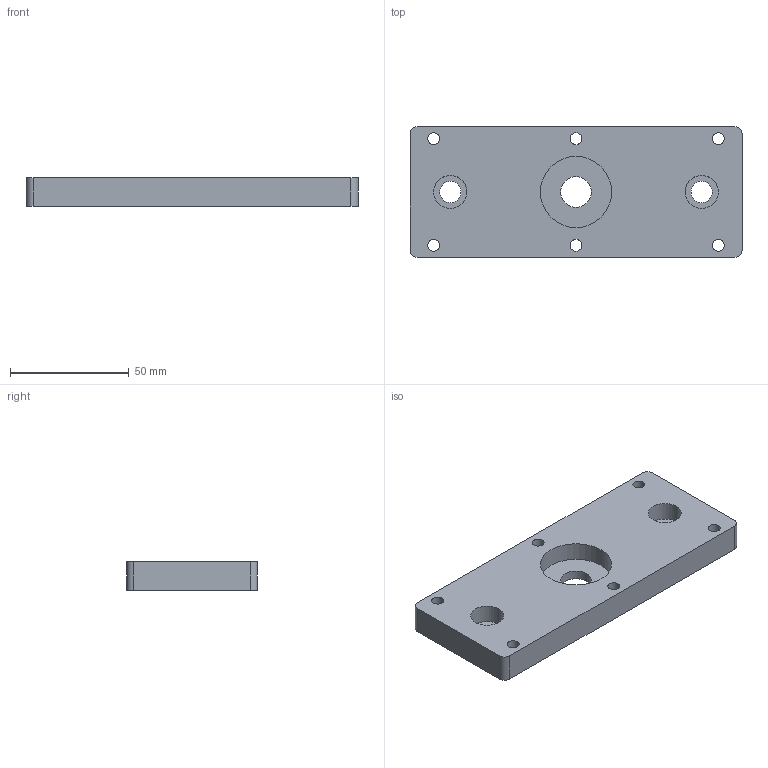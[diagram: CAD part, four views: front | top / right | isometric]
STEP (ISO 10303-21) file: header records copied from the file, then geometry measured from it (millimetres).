
FILE_DESCRIPTION (( 'STEP AP203' ), '1' );
FILE_NAME ('55詰邧絳裝賑雄啣.STEP', '2023-02-14T04:50:13', ( 'w530' ), ( '' ), 'SwSTEP 2.0', 'SolidWorks 2018', '' );
FILE_SCHEMA (( 'CONFIG_CONTROL_DESIGN' ));
Length unit declared in the file: millimetre
Products named in the file (1): 55詰邧絳裝賑雄啣
Bounding box: 140 x 55 x 12 mm (x, y, z)
Volume: 81735.8 mm3; surface area: 22225.4 mm2
Topology: 1 solids, 1 shells, 37 faces, 96 edges, 64 vertices
Faces by surface type: cylinder 28, plane 9
Entity records: 1279 total; most frequent: DIRECTION 228, CARTESIAN_POINT 198, ORIENTED_EDGE 192, EDGE_CURVE 96, AXIS2_PLACEMENT_3D 94, VERTEX_POINT 64, EDGE_LOOP 58, CIRCLE 56
